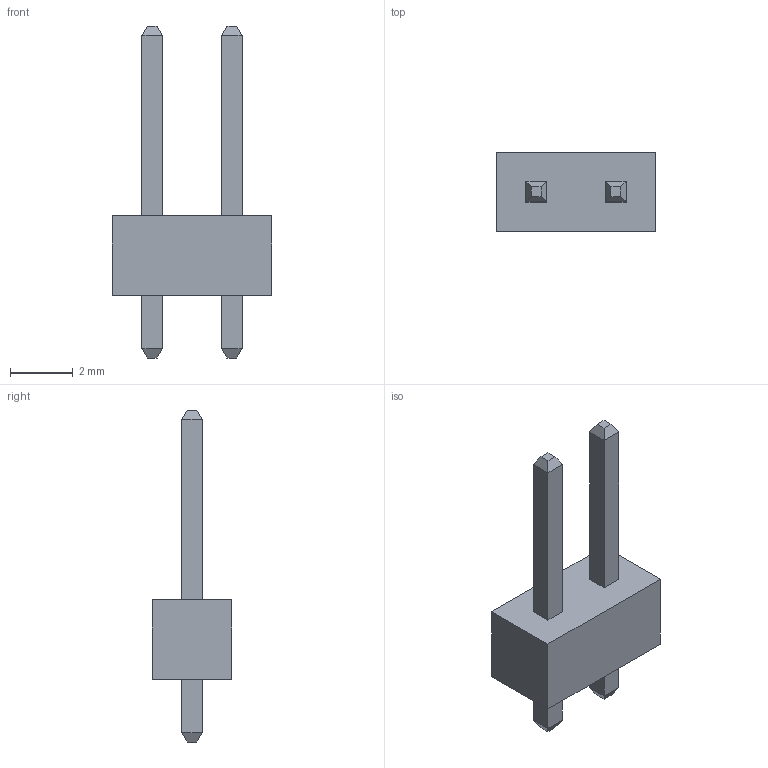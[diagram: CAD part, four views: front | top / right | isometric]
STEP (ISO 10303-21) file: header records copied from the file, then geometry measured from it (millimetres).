
FILE_DESCRIPTION (( 'STEP AP214' ), '1' );
FILE_NAME ('HEADER_2X1_2P54.STEP', '2023-11-18T03:07:54', ( '' ), ( '' ), 'SwSTEP 2.0', 'SolidWorks 2023', '' );
FILE_SCHEMA (( 'AUTOMOTIVE_DESIGN' ));
Length unit declared in the file: millimetre
Products named in the file (1): HEADER_2X1_2P54
Bounding box: 5.08 x 2.54 x 10.6 mm (x, y, z)
Volume: 39.6 mm3; surface area: 108.7 mm2
Topology: 5 solids, 5 shells, 46 faces, 92 edges, 56 vertices
Faces by surface type: plane 46
Entity records: 1729 total; most frequent: CARTESIAN_POINT 243, ORIENTED_EDGE 184, DIRECTION 170, EDGE_CURVE 92, LINE 76, VECTOR 76, VERTEX_POINT 56, UNCERTAINTY_MEASURE_WITH_UNIT 52
